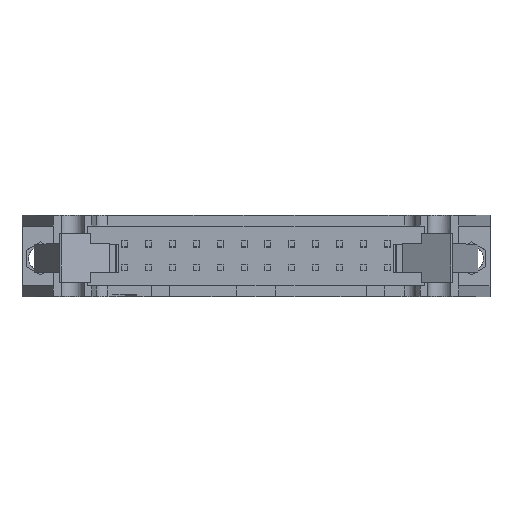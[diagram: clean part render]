
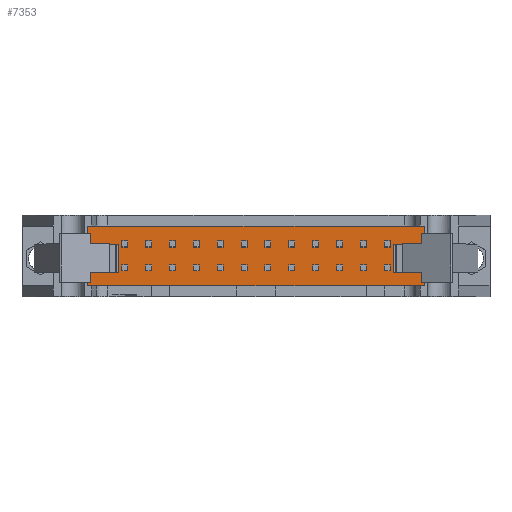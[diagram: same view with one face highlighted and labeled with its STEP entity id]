
A CAD part, top view. The second image highlights one B-rep face of the part: STEP entity #7353.
In plain terms, the highlighted planar face has unit normal (0, 0, 1).
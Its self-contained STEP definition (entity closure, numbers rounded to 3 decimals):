
#54=B_SPLINE_CURVE_WITH_KNOTS($,1,(#10460,#10461),.UNSPECIFIED.,.F.,.F.,
(2,2),(0.,1.),.UNSPECIFIED.);
#56=B_SPLINE_CURVE_WITH_KNOTS($,1,(#10466,#10467),.UNSPECIFIED.,.F.,.F.,
(2,2),(0.,1.),.UNSPECIFIED.);
#129=B_SPLINE_CURVE_WITH_KNOTS($,1,(#11269,#11270),.UNSPECIFIED.,.F.,.F.,
(2,2),(0.,1.),.UNSPECIFIED.);
#164=B_SPLINE_CURVE_WITH_KNOTS($,1,(#11433,#11434),.UNSPECIFIED.,.F.,.F.,
(2,2),(0.,1.),.UNSPECIFIED.);
#166=B_SPLINE_CURVE_WITH_KNOTS($,1,(#11440,#11441),.UNSPECIFIED.,.F.,.F.,
(2,2),(0.,1.),.UNSPECIFIED.);
#174=B_SPLINE_CURVE_WITH_KNOTS($,1,(#11468,#11469),.UNSPECIFIED.,.F.,.F.,
(2,2),(0.,1.),.UNSPECIFIED.);
#178=B_SPLINE_CURVE_WITH_KNOTS($,1,(#11483,#11484),.UNSPECIFIED.,.F.,.F.,
(2,2),(0.566,1.),.UNSPECIFIED.);
#179=B_SPLINE_CURVE_WITH_KNOTS($,1,(#11486,#11487),.UNSPECIFIED.,.F.,.F.,
(2,2),(0.,1.),.UNSPECIFIED.);
#180=B_SPLINE_CURVE_WITH_KNOTS($,1,(#11489,#11490),.UNSPECIFIED.,.F.,.F.,
(2,2),(0.,1.),.UNSPECIFIED.);
#181=B_SPLINE_CURVE_WITH_KNOTS($,1,(#11492,#11493),.UNSPECIFIED.,.F.,.F.,
(2,2),(0.,1.),.UNSPECIFIED.);
#182=B_SPLINE_CURVE_WITH_KNOTS($,1,(#11495,#11496),.UNSPECIFIED.,.F.,.F.,
(2,2),(0.,1.),.UNSPECIFIED.);
#183=B_SPLINE_CURVE_WITH_KNOTS($,1,(#11498,#11499),.UNSPECIFIED.,.F.,.F.,
(2,2),(0.,1.),.UNSPECIFIED.);
#184=B_SPLINE_CURVE_WITH_KNOTS($,1,(#11501,#11502),.UNSPECIFIED.,.F.,.F.,
(2,2),(0.,1.),.UNSPECIFIED.);
#185=B_SPLINE_CURVE_WITH_KNOTS($,1,(#11503,#11504),.UNSPECIFIED.,.F.,.F.,
(2,2),(0.,0.19),.UNSPECIFIED.);
#186=B_SPLINE_CURVE_WITH_KNOTS($,1,(#11506,#11507),.UNSPECIFIED.,.F.,.F.,
(2,2),(0.924,1.),.UNSPECIFIED.);
#187=B_SPLINE_CURVE_WITH_KNOTS($,1,(#11509,#11510),.UNSPECIFIED.,.F.,.F.,
(2,2),(0.733,0.924),.UNSPECIFIED.);
#188=B_SPLINE_CURVE_WITH_KNOTS($,1,(#11511,#11512),.UNSPECIFIED.,.F.,.F.,
(2,2),(0.,0.924),.UNSPECIFIED.);
#189=B_SPLINE_CURVE_WITH_KNOTS($,1,(#11514,#11515),.UNSPECIFIED.,.F.,.F.,
(2,2),(0.,0.401),.UNSPECIFIED.);
#190=B_SPLINE_CURVE_WITH_KNOTS($,1,(#11517,#11518),.UNSPECIFIED.,.F.,.F.,
(2,2),(0.318,0.401),.UNSPECIFIED.);
#191=B_SPLINE_CURVE_WITH_KNOTS($,1,(#11520,#11521),.UNSPECIFIED.,.F.,.F.,
(2,2),(0.401,0.566),.UNSPECIFIED.);
#192=B_SPLINE_CURVE_WITH_KNOTS($,1,(#11522,#11523),.UNSPECIFIED.,.F.,.F.,
(2,2),(0.566,0.649),.UNSPECIFIED.);
#571=FACE_OUTER_BOUND($,#1038,.T.);
#1038=EDGE_LOOP($,(#5074,#5075,#5076,#5077,#5078,#5079,#5080,#5081,#5082,
#5083,#5084,#5085,#5086,#5087,#5088,#5089,#5090,#5091,#5092,#5093,#5094));
#2921=VERTEX_POINT($,#10450);
#2924=VERTEX_POINT($,#10457);
#2925=VERTEX_POINT($,#10463);
#2974=VERTEX_POINT($,#11266);
#2996=VERTEX_POINT($,#11430);
#2997=VERTEX_POINT($,#11437);
#2998=VERTEX_POINT($,#11443);
#3005=VERTEX_POINT($,#11467);
#3008=VERTEX_POINT($,#11481);
#3009=VERTEX_POINT($,#11482);
#3010=VERTEX_POINT($,#11485);
#3011=VERTEX_POINT($,#11488);
#3012=VERTEX_POINT($,#11491);
#3013=VERTEX_POINT($,#11494);
#3014=VERTEX_POINT($,#11497);
#3015=VERTEX_POINT($,#11500);
#3016=VERTEX_POINT($,#11505);
#3017=VERTEX_POINT($,#11508);
#3018=VERTEX_POINT($,#11513);
#3019=VERTEX_POINT($,#11516);
#3020=VERTEX_POINT($,#11519);
#3694=EDGE_CURVE($,#2921,#2924,#54,.F.);
#3696=EDGE_CURVE($,#2924,#2925,#56,.F.);
#3769=EDGE_CURVE($,#2974,#2925,#129,.F.);
#3804=EDGE_CURVE($,#2996,#2974,#164,.F.);
#3806=EDGE_CURVE($,#2997,#2996,#166,.F.);
#3815=EDGE_CURVE($,#2998,#3005,#174,.T.);
#3820=EDGE_CURVE($,#3008,#3009,#178,.F.);
#3821=EDGE_CURVE($,#3010,#3008,#179,.F.);
#3822=EDGE_CURVE($,#3011,#3010,#180,.F.);
#3823=EDGE_CURVE($,#3012,#3011,#181,.F.);
#3824=EDGE_CURVE($,#3012,#3013,#182,.F.);
#3825=EDGE_CURVE($,#3013,#3014,#183,.F.);
#3826=EDGE_CURVE($,#3014,#3015,#184,.F.);
#3827=EDGE_CURVE($,#3015,#3005,#185,.F.);
#3828=EDGE_CURVE($,#2998,#3016,#186,.F.);
#3829=EDGE_CURVE($,#3016,#3017,#187,.F.);
#3830=EDGE_CURVE($,#3017,#2921,#188,.F.);
#3831=EDGE_CURVE($,#3018,#2997,#189,.F.);
#3832=EDGE_CURVE($,#3019,#3018,#190,.F.);
#3833=EDGE_CURVE($,#3020,#3019,#191,.F.);
#3834=EDGE_CURVE($,#3009,#3020,#192,.F.);
#5074=ORIENTED_EDGE($,*,*,#3820,.F.);
#5075=ORIENTED_EDGE($,*,*,#3821,.F.);
#5076=ORIENTED_EDGE($,*,*,#3822,.F.);
#5077=ORIENTED_EDGE($,*,*,#3823,.F.);
#5078=ORIENTED_EDGE($,*,*,#3824,.T.);
#5079=ORIENTED_EDGE($,*,*,#3825,.T.);
#5080=ORIENTED_EDGE($,*,*,#3826,.T.);
#5081=ORIENTED_EDGE($,*,*,#3827,.T.);
#5082=ORIENTED_EDGE($,*,*,#3815,.F.);
#5083=ORIENTED_EDGE($,*,*,#3828,.T.);
#5084=ORIENTED_EDGE($,*,*,#3829,.T.);
#5085=ORIENTED_EDGE($,*,*,#3830,.T.);
#5086=ORIENTED_EDGE($,*,*,#3694,.T.);
#5087=ORIENTED_EDGE($,*,*,#3696,.T.);
#5088=ORIENTED_EDGE($,*,*,#3769,.F.);
#5089=ORIENTED_EDGE($,*,*,#3804,.F.);
#5090=ORIENTED_EDGE($,*,*,#3806,.F.);
#5091=ORIENTED_EDGE($,*,*,#3831,.F.);
#5092=ORIENTED_EDGE($,*,*,#3832,.F.);
#5093=ORIENTED_EDGE($,*,*,#3833,.F.);
#5094=ORIENTED_EDGE($,*,*,#3834,.F.);
#6913=PLANE($,#7927);
#7353=ADVANCED_FACE($,(#571),#6913,.F.);
#7927=AXIS2_PLACEMENT_3D($,#11480,#8563,#8564);
#8563=DIRECTION('center_axis',(0.,0.,-1.));
#8564=DIRECTION('ref_axis',(-1.,0.,0.));
#10450=CARTESIAN_POINT('',(17.907,-3.175,7.62));
#10457=CARTESIAN_POINT('',(17.907,-1.727,7.62));
#10460=CARTESIAN_POINT('Ctrl Pts',(17.907,-1.727,7.62));
#10461=CARTESIAN_POINT('Ctrl Pts',(17.907,-3.175,7.62));
#10463=CARTESIAN_POINT('',(14.605,-1.727,7.62));
#10466=CARTESIAN_POINT('Ctrl Pts',(14.605,-1.727,7.62));
#10467=CARTESIAN_POINT('Ctrl Pts',(17.907,-1.727,7.62));
#11266=CARTESIAN_POINT('',(14.605,1.27,7.62));
#11269=CARTESIAN_POINT('Ctrl Pts',(14.605,-1.727,7.62));
#11270=CARTESIAN_POINT('Ctrl Pts',(14.605,1.27,7.62));
#11430=CARTESIAN_POINT('',(17.907,1.27,7.62));
#11433=CARTESIAN_POINT('Ctrl Pts',(14.605,1.27,7.62));
#11434=CARTESIAN_POINT('Ctrl Pts',(17.907,1.27,7.62));
#11437=CARTESIAN_POINT('',(17.907,3.175,7.62));
#11440=CARTESIAN_POINT('Ctrl Pts',(17.907,1.27,7.62));
#11441=CARTESIAN_POINT('Ctrl Pts',(17.907,3.175,7.62));
#11443=CARTESIAN_POINT('',(2.032,-3.175,7.62));
#11467=CARTESIAN_POINT('',(-2.032,-3.175,7.62));
#11468=CARTESIAN_POINT('Ctrl Pts',(2.032,-3.175,7.62));
#11469=CARTESIAN_POINT('Ctrl Pts',(-2.032,-3.175,
7.62));
#11480=CARTESIAN_POINT('Origin',(13.442,-3.302,7.62));
#11481=CARTESIAN_POINT('',(-17.907,3.175,7.62));
#11482=CARTESIAN_POINT('',(-4.572,3.175,7.62));
#11483=CARTESIAN_POINT('Ctrl Pts',(-4.572,3.175,7.62));
#11484=CARTESIAN_POINT('Ctrl Pts',(-17.907,3.175,7.62));
#11485=CARTESIAN_POINT('',(-17.907,1.27,7.62));
#11486=CARTESIAN_POINT('Ctrl Pts',(-17.907,3.175,7.62));
#11487=CARTESIAN_POINT('Ctrl Pts',(-17.907,1.27,7.62));
#11488=CARTESIAN_POINT('',(-14.605,1.27,7.62));
#11489=CARTESIAN_POINT('Ctrl Pts',(-17.907,1.27,7.62));
#11490=CARTESIAN_POINT('Ctrl Pts',(-14.605,1.27,7.62));
#11491=CARTESIAN_POINT('',(-14.605,-1.727,7.62));
#11492=CARTESIAN_POINT('Ctrl Pts',(-14.605,1.27,7.62));
#11493=CARTESIAN_POINT('Ctrl Pts',(-14.605,-1.727,
7.62));
#11494=CARTESIAN_POINT('',(-17.907,-1.727,7.62));
#11495=CARTESIAN_POINT('Ctrl Pts',(-17.907,-1.727,
7.62));
#11496=CARTESIAN_POINT('Ctrl Pts',(-14.605,-1.727,
7.62));
#11497=CARTESIAN_POINT('',(-17.907,-3.175,7.62));
#11498=CARTESIAN_POINT('Ctrl Pts',(-17.907,-3.175,
7.62));
#11499=CARTESIAN_POINT('Ctrl Pts',(-17.907,-1.727,
7.62));
#11500=CARTESIAN_POINT('',(-4.572,-3.175,7.62));
#11501=CARTESIAN_POINT('Ctrl Pts',(-4.572,-3.175,
7.62));
#11502=CARTESIAN_POINT('Ctrl Pts',(-17.907,-3.175,
7.62));
#11503=CARTESIAN_POINT('Ctrl Pts',(-2.032,-3.175,
7.62));
#11504=CARTESIAN_POINT('Ctrl Pts',(-4.572,-3.175,
7.62));
#11505=CARTESIAN_POINT('',(3.048,-3.175,7.62));
#11506=CARTESIAN_POINT('Ctrl Pts',(3.048,-3.175,7.62));
#11507=CARTESIAN_POINT('Ctrl Pts',(2.032,-3.175,7.62));
#11508=CARTESIAN_POINT('',(5.588,-3.175,7.62));
#11509=CARTESIAN_POINT('Ctrl Pts',(5.588,-3.175,7.62));
#11510=CARTESIAN_POINT('Ctrl Pts',(3.048,-3.175,7.62));
#11511=CARTESIAN_POINT('Ctrl Pts',(17.907,-3.175,7.62));
#11512=CARTESIAN_POINT('Ctrl Pts',(5.588,-3.175,7.62));
#11513=CARTESIAN_POINT('',(5.588,3.175,7.62));
#11514=CARTESIAN_POINT('Ctrl Pts',(17.907,3.175,7.62));
#11515=CARTESIAN_POINT('Ctrl Pts',(5.588,3.175,7.62));
#11516=CARTESIAN_POINT('',(3.048,3.175,7.62));
#11517=CARTESIAN_POINT('Ctrl Pts',(5.588,3.175,7.62));
#11518=CARTESIAN_POINT('Ctrl Pts',(3.048,3.175,7.62));
#11519=CARTESIAN_POINT('',(-2.032,3.175,7.62));
#11520=CARTESIAN_POINT('Ctrl Pts',(3.048,3.175,7.62));
#11521=CARTESIAN_POINT('Ctrl Pts',(-2.032,3.175,7.62));
#11522=CARTESIAN_POINT('Ctrl Pts',(-2.032,3.175,7.62));
#11523=CARTESIAN_POINT('Ctrl Pts',(-4.572,3.175,7.62));
